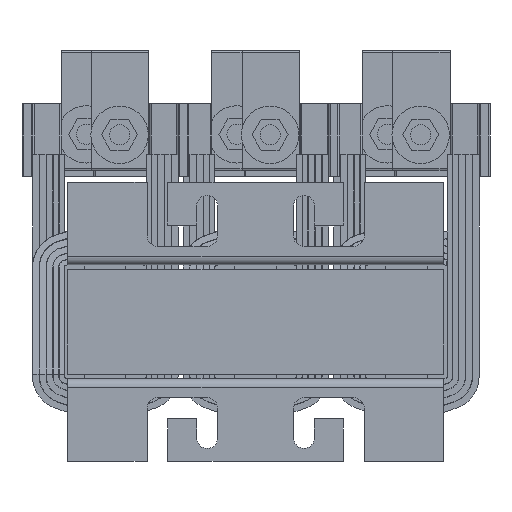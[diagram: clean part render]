
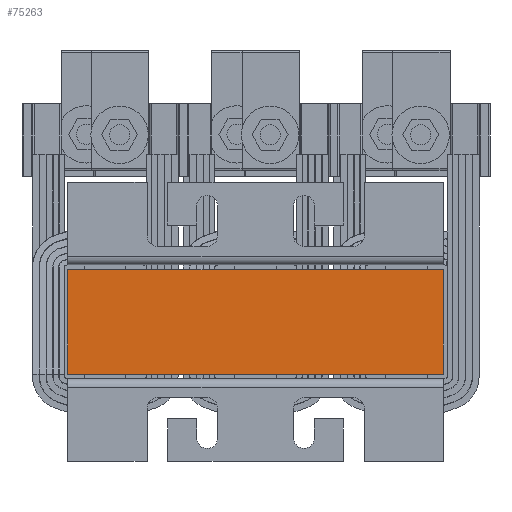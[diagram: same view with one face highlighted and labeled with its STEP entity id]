
A CAD part, front view. The second image highlights one B-rep face of the part: STEP entity #75263.
In plain terms, the highlighted planar face has unit normal (0, -1, 0).
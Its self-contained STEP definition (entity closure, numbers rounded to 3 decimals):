
#1748 = EDGE_CURVE ( 'NONE', #55834, #55857, #4043, .T. ) ;
#1752 = EDGE_CURVE ( 'NONE', #55863, #55834, #4045, .T. ) ;
#1763 = EDGE_CURVE ( 'NONE', #55839, #55863, #4049, .T. ) ;
#1773 = EDGE_CURVE ( 'NONE', #55857, #55839, #4054, .T. ) ;
#4043 = LINE ( 'NONE', #61660, #21654 ) ;
#4045 = LINE ( 'NONE', #61664, #21657 ) ;
#4049 = LINE ( 'NONE', #61675, #21663 ) ;
#4054 = LINE ( 'NONE', #61685, #21669 ) ;
#21654 = VECTOR ( 'NONE', #61661, 1000. ) ;
#21657 = VECTOR ( 'NONE', #61665, 1000. ) ;
#21663 = VECTOR ( 'NONE', #61676, 1000. ) ;
#21669 = VECTOR ( 'NONE', #61686, 1000. ) ;
#29414 = CARTESIAN_POINT ( 'NONE',  ( 114.5, -105.625, 31.75 ) ) ;
#29419 = CARTESIAN_POINT ( 'NONE',  ( -114.5, -105.625, -31.75 ) ) ;
#29437 = CARTESIAN_POINT ( 'NONE',  ( 114.5, -105.625, -31.75 ) ) ;
#29443 = CARTESIAN_POINT ( 'NONE',  ( -114.5, -105.625, 31.75 ) ) ;
#44119 = AXIS2_PLACEMENT_3D ( 'NONE', #45967, #45968, #45970 ) ;
#45966 = PLANE ( 'NONE',  #44119 ) ;
#45967 = CARTESIAN_POINT ( 'NONE',  ( -114.5, -105.625, -31.75 ) ) ;
#45968 = DIRECTION ( 'NONE',  ( 0., 1., 0. ) ) ;
#45970 = DIRECTION ( 'NONE',  ( 0., 0., 1. ) ) ;
#46783 = FACE_OUTER_BOUND ( 'NONE', #57227, .T. ) ;
#55834 = VERTEX_POINT ( 'NONE', #29414 ) ;
#55839 = VERTEX_POINT ( 'NONE', #29419 ) ;
#55857 = VERTEX_POINT ( 'NONE', #29437 ) ;
#55863 = VERTEX_POINT ( 'NONE', #29443 ) ;
#57227 = EDGE_LOOP ( 'NONE', ( #58724, #58725, #58726, #58722 ) ) ;
#58722 = ORIENTED_EDGE ( 'NONE', *, *, #1752, .F. ) ;
#58724 = ORIENTED_EDGE ( 'NONE', *, *, #1763, .F. ) ;
#58725 = ORIENTED_EDGE ( 'NONE', *, *, #1773, .F. ) ;
#58726 = ORIENTED_EDGE ( 'NONE', *, *, #1748, .F. ) ;
#61660 = CARTESIAN_POINT ( 'NONE',  ( 114.5, -105.625, 31.75 ) ) ;
#61661 = DIRECTION ( 'NONE',  ( 0., 0., -1. ) ) ;
#61664 = CARTESIAN_POINT ( 'NONE',  ( 114.5, -105.625, 31.75 ) ) ;
#61665 = DIRECTION ( 'NONE',  ( 1., 0., 0. ) ) ;
#61675 = CARTESIAN_POINT ( 'NONE',  ( -114.5, -105.625, 31.75 ) ) ;
#61676 = DIRECTION ( 'NONE',  ( 0., 0., 1. ) ) ;
#61685 = CARTESIAN_POINT ( 'NONE',  ( 114.5, -105.625, -31.75 ) ) ;
#61686 = DIRECTION ( 'NONE',  ( -1., 0., 0. ) ) ;
#75263 = ADVANCED_FACE ( 'NONE', ( #46783 ), #45966, .F. ) ;
